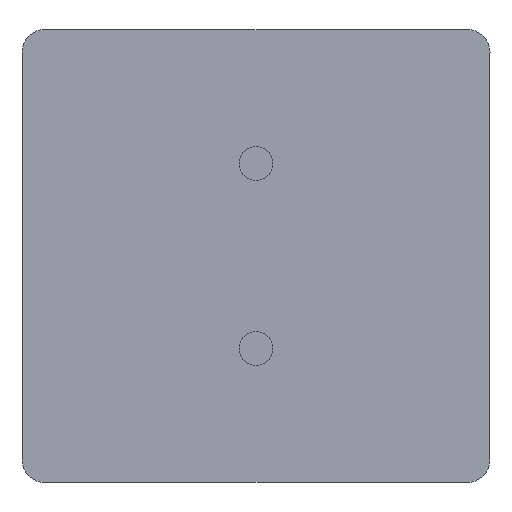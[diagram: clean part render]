
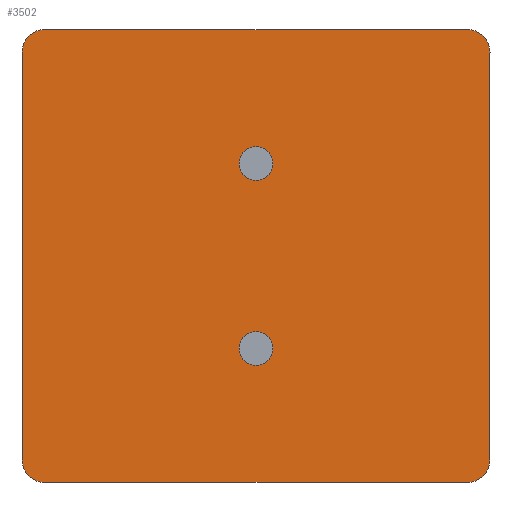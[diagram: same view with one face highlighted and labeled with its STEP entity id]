
A CAD part, front view. The second image highlights one B-rep face of the part: STEP entity #3502.
In plain terms, the highlighted planar face has unit normal (0, -1, 0).
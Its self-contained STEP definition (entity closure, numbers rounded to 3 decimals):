
#80 = ORIENTED_EDGE ( 'NONE', *, *, #15128, .F. ) ;
#128 = EDGE_CURVE ( 'NONE', #8726, #16154, #14232, .T. ) ;
#311 = EDGE_CURVE ( 'NONE', #4706, #14529, #2348, .T. ) ;
#345 = AXIS2_PLACEMENT_3D ( 'NONE', #10454, #2935, #1709 ) ;
#790 = EDGE_CURVE ( 'NONE', #8650, #8429, #2336, .T. ) ;
#811 = LINE ( 'NONE', #9665, #2401 ) ;
#1316 = FACE_BOUND ( 'NONE', #5431, .T. ) ;
#1341 = CARTESIAN_POINT ( 'NONE',  ( 0., 0., 14.5 ) ) ;
#1639 = ORIENTED_EDGE ( 'NONE', *, *, #311, .F. ) ;
#1704 = EDGE_CURVE ( 'NONE', #5977, #8429, #6109, .T. ) ;
#1709 = DIRECTION ( 'NONE',  ( 0., 0., -1. ) ) ;
#1728 = CIRCLE ( 'NONE', #9102, 2.25 ) ;
#2157 = CIRCLE ( 'NONE', #4685, 2.25 ) ;
#2176 = EDGE_CURVE ( 'NONE', #4334, #5416, #1728, .T. ) ;
#2336 = CIRCLE ( 'NONE', #7202, 3. ) ;
#2348 = CIRCLE ( 'NONE', #12268, 2.25 ) ;
#2401 = VECTOR ( 'NONE', #16190, 1000. ) ;
#2731 = EDGE_LOOP ( 'NONE', ( #13937, #4493, #11583, #6042, #14646, #13545, #5979, #4422 ) ) ;
#2740 = PLANE ( 'NONE',  #2745 ) ;
#2745 = AXIS2_PLACEMENT_3D ( 'NONE', #10326, #12983, #7851 ) ;
#2776 = DIRECTION ( 'NONE',  ( 0., 0., 1. ) ) ;
#2935 = DIRECTION ( 'NONE',  ( 0., -1., 0. ) ) ;
#3255 = VERTEX_POINT ( 'NONE', #12304 ) ;
#3425 = CARTESIAN_POINT ( 'NONE',  ( 31., 0., 27. ) ) ;
#3502 = ADVANCED_FACE ( 'NONE', ( #1316, #10793, #6643 ), #2740, .F. ) ;
#3709 = CARTESIAN_POINT ( 'NONE',  ( 31., 0., 30. ) ) ;
#3778 = VERTEX_POINT ( 'NONE', #15886 ) ;
#4064 = VERTEX_POINT ( 'NONE', #10930 ) ;
#4314 = CARTESIAN_POINT ( 'NONE',  ( 0., 0., -12.25 ) ) ;
#4334 = VERTEX_POINT ( 'NONE', #11346 ) ;
#4422 = ORIENTED_EDGE ( 'NONE', *, *, #13119, .T. ) ;
#4493 = ORIENTED_EDGE ( 'NONE', *, *, #15864, .T. ) ;
#4685 = AXIS2_PLACEMENT_3D ( 'NONE', #12166, #13330, #10916 ) ;
#4706 = VERTEX_POINT ( 'NONE', #13607 ) ;
#4769 = ORIENTED_EDGE ( 'NONE', *, *, #2176, .F. ) ;
#5187 = DIRECTION ( 'NONE',  ( 0., 0., 1. ) ) ;
#5416 = VERTEX_POINT ( 'NONE', #7995 ) ;
#5431 = EDGE_LOOP ( 'NONE', ( #80, #4769 ) ) ;
#5701 = DIRECTION ( 'NONE',  ( 0., 0., 1. ) ) ;
#5713 = DIRECTION ( 'NONE',  ( 0., 0., -1. ) ) ;
#5977 = VERTEX_POINT ( 'NONE', #12162 ) ;
#5979 = ORIENTED_EDGE ( 'NONE', *, *, #128, .F. ) ;
#6042 = ORIENTED_EDGE ( 'NONE', *, *, #790, .T. ) ;
#6109 = LINE ( 'NONE', #10537, #7905 ) ;
#6643 = FACE_OUTER_BOUND ( 'NONE', #2731, .T. ) ;
#6668 = DIRECTION ( 'NONE',  ( 1., 0., 0. ) ) ;
#6807 = CARTESIAN_POINT ( 'NONE',  ( -31., 0., 27. ) ) ;
#7202 = AXIS2_PLACEMENT_3D ( 'NONE', #10246, #9083, #5187 ) ;
#7695 = DIRECTION ( 'NONE',  ( 0., 0., 1. ) ) ;
#7851 = DIRECTION ( 'NONE',  ( 0., 0., 1. ) ) ;
#7905 = VECTOR ( 'NONE', #6668, 1000. ) ;
#7995 = CARTESIAN_POINT ( 'NONE',  ( 0., 0., -14.5 ) ) ;
#8318 = EDGE_CURVE ( 'NONE', #8650, #4064, #12933, .T. ) ;
#8429 = VERTEX_POINT ( 'NONE', #15310 ) ;
#8590 = VECTOR ( 'NONE', #12565, 1000. ) ;
#8595 = EDGE_LOOP ( 'NONE', ( #1639, #13889 ) ) ;
#8650 = VERTEX_POINT ( 'NONE', #3425 ) ;
#8726 = VERTEX_POINT ( 'NONE', #15127 ) ;
#8831 = EDGE_CURVE ( 'NONE', #5977, #16154, #16313, .T. ) ;
#9083 = DIRECTION ( 'NONE',  ( 0., -1., 0. ) ) ;
#9088 = VECTOR ( 'NONE', #2776, 1000. ) ;
#9102 = AXIS2_PLACEMENT_3D ( 'NONE', #4314, #15853, #5701 ) ;
#9489 = CIRCLE ( 'NONE', #345, 2.25 ) ;
#9511 = AXIS2_PLACEMENT_3D ( 'NONE', #10966, #11017, #13586 ) ;
#9563 = EDGE_CURVE ( 'NONE', #3778, #3255, #811, .T. ) ;
#9665 = CARTESIAN_POINT ( 'NONE',  ( -31., 0., -30. ) ) ;
#9966 = DIRECTION ( 'NONE',  ( 0., 0., 1. ) ) ;
#10023 = CARTESIAN_POINT ( 'NONE',  ( -31., 0., 30. ) ) ;
#10246 = CARTESIAN_POINT ( 'NONE',  ( 28., 0., 27. ) ) ;
#10326 = CARTESIAN_POINT ( 'NONE',  ( 0., 0., 0. ) ) ;
#10454 = CARTESIAN_POINT ( 'NONE',  ( 0., 0., 12.25 ) ) ;
#10537 = CARTESIAN_POINT ( 'NONE',  ( -31., 0., 30. ) ) ;
#10793 = FACE_BOUND ( 'NONE', #8595, .T. ) ;
#10903 = AXIS2_PLACEMENT_3D ( 'NONE', #12357, #13573, #9966 ) ;
#10916 = DIRECTION ( 'NONE',  ( 0., 0., 1. ) ) ;
#10930 = CARTESIAN_POINT ( 'NONE',  ( 31., 0., -27. ) ) ;
#10966 = CARTESIAN_POINT ( 'NONE',  ( -28., 0., -27. ) ) ;
#11017 = DIRECTION ( 'NONE',  ( 0., -1., 0. ) ) ;
#11346 = CARTESIAN_POINT ( 'NONE',  ( 0., 0., -10. ) ) ;
#11583 = ORIENTED_EDGE ( 'NONE', *, *, #8318, .F. ) ;
#11652 = DIRECTION ( 'NONE',  ( 0., -1., 0. ) ) ;
#12011 = DIRECTION ( 'NONE',  ( 0., -1., 0. ) ) ;
#12162 = CARTESIAN_POINT ( 'NONE',  ( -28., 0., 30. ) ) ;
#12166 = CARTESIAN_POINT ( 'NONE',  ( 0., 0., -12.25 ) ) ;
#12268 = AXIS2_PLACEMENT_3D ( 'NONE', #15930, #12011, #5713 ) ;
#12304 = CARTESIAN_POINT ( 'NONE',  ( -28., 0., -30. ) ) ;
#12357 = CARTESIAN_POINT ( 'NONE',  ( 28., 0., -27. ) ) ;
#12442 = AXIS2_PLACEMENT_3D ( 'NONE', #14043, #11652, #7695 ) ;
#12565 = DIRECTION ( 'NONE',  ( 0., 0., -1. ) ) ;
#12933 = LINE ( 'NONE', #3709, #8590 ) ;
#12983 = DIRECTION ( 'NONE',  ( 0., 1., 0. ) ) ;
#13119 = EDGE_CURVE ( 'NONE', #8726, #3255, #13324, .T. ) ;
#13324 = CIRCLE ( 'NONE', #9511, 3. ) ;
#13330 = DIRECTION ( 'NONE',  ( 0., -1., 0. ) ) ;
#13545 = ORIENTED_EDGE ( 'NONE', *, *, #8831, .T. ) ;
#13573 = DIRECTION ( 'NONE',  ( 0., -1., 0. ) ) ;
#13586 = DIRECTION ( 'NONE',  ( 0., 0., 1. ) ) ;
#13607 = CARTESIAN_POINT ( 'NONE',  ( 0., 0., 10. ) ) ;
#13668 = CIRCLE ( 'NONE', #10903, 3. ) ;
#13889 = ORIENTED_EDGE ( 'NONE', *, *, #16073, .F. ) ;
#13937 = ORIENTED_EDGE ( 'NONE', *, *, #9563, .F. ) ;
#14043 = CARTESIAN_POINT ( 'NONE',  ( -28., 0., 27. ) ) ;
#14232 = LINE ( 'NONE', #10023, #9088 ) ;
#14529 = VERTEX_POINT ( 'NONE', #1341 ) ;
#14646 = ORIENTED_EDGE ( 'NONE', *, *, #1704, .F. ) ;
#15127 = CARTESIAN_POINT ( 'NONE',  ( -31., 0., -27. ) ) ;
#15128 = EDGE_CURVE ( 'NONE', #5416, #4334, #2157, .T. ) ;
#15310 = CARTESIAN_POINT ( 'NONE',  ( 28., 0., 30. ) ) ;
#15853 = DIRECTION ( 'NONE',  ( 0., -1., 0. ) ) ;
#15864 = EDGE_CURVE ( 'NONE', #3778, #4064, #13668, .T. ) ;
#15886 = CARTESIAN_POINT ( 'NONE',  ( 28., 0., -30. ) ) ;
#15930 = CARTESIAN_POINT ( 'NONE',  ( 0., 0., 12.25 ) ) ;
#16073 = EDGE_CURVE ( 'NONE', #14529, #4706, #9489, .T. ) ;
#16154 = VERTEX_POINT ( 'NONE', #6807 ) ;
#16190 = DIRECTION ( 'NONE',  ( -1., 0., 0. ) ) ;
#16313 = CIRCLE ( 'NONE', #12442, 3. ) ;
